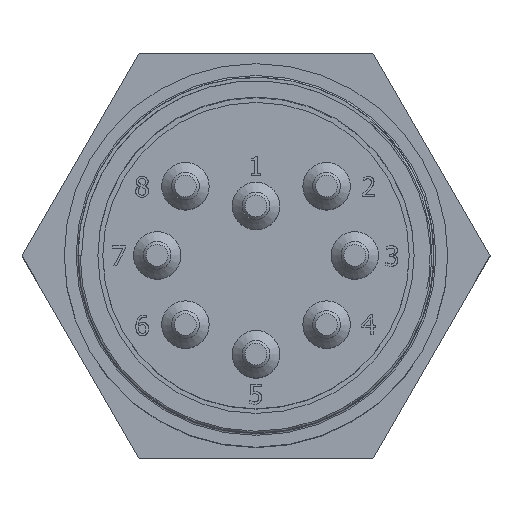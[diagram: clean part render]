
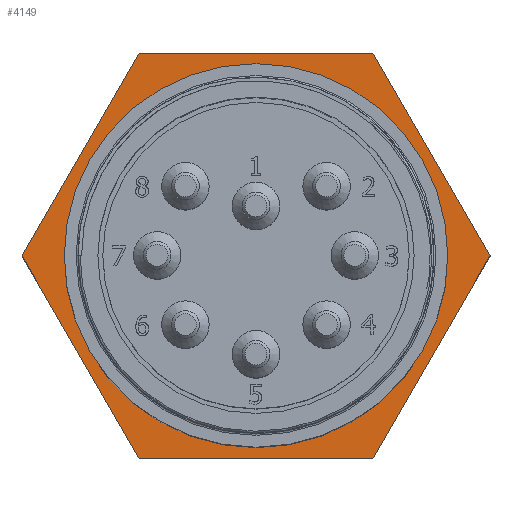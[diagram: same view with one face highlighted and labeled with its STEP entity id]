
A CAD part, top view. The second image highlights one B-rep face of the part: STEP entity #4149.
In plain terms, the highlighted planar face has unit normal (0, 0, 1).
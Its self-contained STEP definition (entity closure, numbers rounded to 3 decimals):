
#317=FACE_BOUND($,#1241,.T.);
#396=CIRCLE($,#4374,19.4);
#930=FACE_OUTER_BOUND($,#1240,.T.);
#1240=EDGE_LOOP($,(#3743,#3744,#3745,#3746,#3747,#3748));
#1241=EDGE_LOOP($,(#3749));
#1533=LINE($,#8244,#1811);
#1536=LINE($,#8250,#1814);
#1539=LINE($,#8256,#1817);
#1542=LINE($,#8262,#1820);
#1546=LINE($,#8269,#1824);
#1548=LINE($,#8272,#1826);
#1811=VECTOR($,#5050,23.671);
#1814=VECTOR($,#5055,23.671);
#1817=VECTOR($,#5060,23.671);
#1820=VECTOR($,#5065,23.671);
#1824=VECTOR($,#5071,23.671);
#1826=VECTOR($,#5075,23.671);
#2180=VERTEX_POINT($,#8241);
#2181=VERTEX_POINT($,#8243);
#2183=VERTEX_POINT($,#8249);
#2185=VERTEX_POINT($,#8255);
#2187=VERTEX_POINT($,#8261);
#2189=VERTEX_POINT($,#8267);
#2190=VERTEX_POINT($,#8274);
#2704=EDGE_CURVE($,#2181,#2180,#1533,.T.);
#2707=EDGE_CURVE($,#2183,#2181,#1536,.T.);
#2710=EDGE_CURVE($,#2185,#2183,#1539,.T.);
#2713=EDGE_CURVE($,#2187,#2185,#1542,.T.);
#2717=EDGE_CURVE($,#2180,#2189,#1546,.T.);
#2719=EDGE_CURVE($,#2189,#2187,#1548,.T.);
#2720=EDGE_CURVE($,#2190,#2190,#396,.T.);
#3743=ORIENTED_EDGE($,*,*,#2713,.T.);
#3744=ORIENTED_EDGE($,*,*,#2710,.T.);
#3745=ORIENTED_EDGE($,*,*,#2707,.T.);
#3746=ORIENTED_EDGE($,*,*,#2704,.T.);
#3747=ORIENTED_EDGE($,*,*,#2717,.T.);
#3748=ORIENTED_EDGE($,*,*,#2719,.T.);
#3749=ORIENTED_EDGE($,*,*,#2720,.T.);
#3920=PLANE($,#4373);
#4149=ADVANCED_FACE($,(#930,#317),#3920,.T.);
#4373=AXIS2_PLACEMENT_3D($,#8273,#5076,#5077);
#4374=AXIS2_PLACEMENT_3D($,#8275,#5078,#5079);
#5050=DIRECTION($,(0.5,-0.866,0.));
#5055=DIRECTION($,(-0.5,-0.866,0.));
#5060=DIRECTION($,(-1.,0.,0.));
#5065=DIRECTION($,(-0.5,0.866,0.));
#5071=DIRECTION($,(1.,0.,0.));
#5075=DIRECTION($,(0.5,0.866,0.));
#5076=DIRECTION('center_axis',(0.,0.,1.));
#5077=DIRECTION('ref_axis',(1.,0.,0.));
#5078=DIRECTION('center_axis',(0.,0.,-1.));
#5079=DIRECTION('ref_axis',(-1.,0.,0.));
#8241=CARTESIAN_POINT('',(-11.836,-20.5,22.2));
#8243=CARTESIAN_POINT('',(-23.671,0.,22.2));
#8244=CARTESIAN_POINT($,(-20.712,-5.125,22.2));
#8249=CARTESIAN_POINT('',(-11.836,20.5,22.2));
#8250=CARTESIAN_POINT($,(-14.795,15.375,22.2));
#8255=CARTESIAN_POINT('',(11.836,20.5,22.2));
#8256=CARTESIAN_POINT($,(5.918,20.5,22.2));
#8261=CARTESIAN_POINT('',(23.671,0.,22.2));
#8262=CARTESIAN_POINT($,(20.712,5.125,22.2));
#8267=CARTESIAN_POINT('',(11.836,-20.5,22.2));
#8269=CARTESIAN_POINT($,(-5.918,-20.5,22.2));
#8272=CARTESIAN_POINT($,(14.795,-15.375,22.2));
#8273=CARTESIAN_POINT('Origin',(0.,0.,22.2));
#8274=CARTESIAN_POINT('',(19.4,0.,22.2));
#8275=CARTESIAN_POINT('Origin',(0.,0.,22.2));
